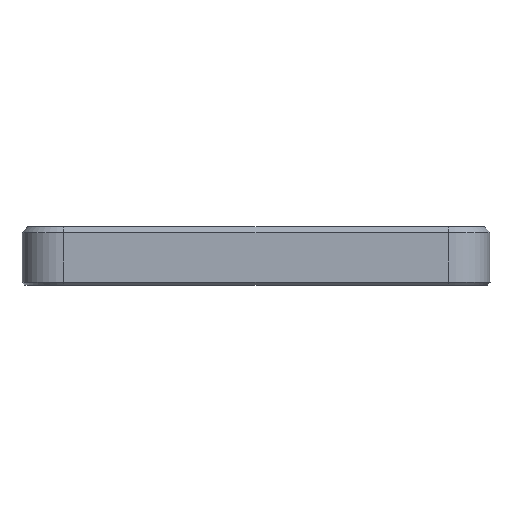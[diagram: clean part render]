
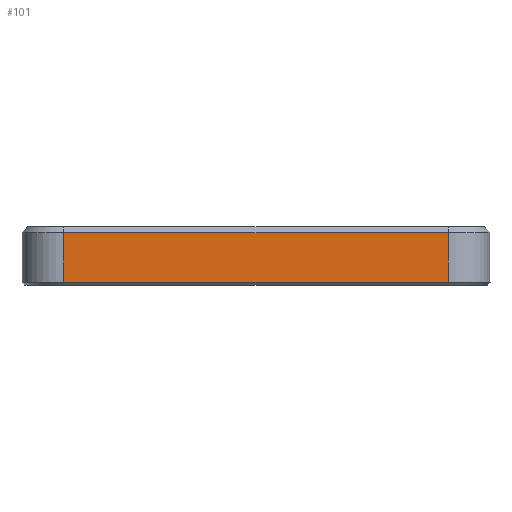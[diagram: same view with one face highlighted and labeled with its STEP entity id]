
A CAD part, front view. The second image highlights one B-rep face of the part: STEP entity #101.
In plain terms, the highlighted planar face has unit normal (0, -1, 0).
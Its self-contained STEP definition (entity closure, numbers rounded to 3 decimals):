
#101=ADVANCED_FACE('',(#296),#3287,.T.);
#296=FACE_OUTER_BOUND('',#505,.T.);
#505=EDGE_LOOP('',(#939,#940,#941,#942));
#939=ORIENTED_EDGE('',*,*,#1912,.T.);
#940=ORIENTED_EDGE('',*,*,#1788,.F.);
#941=ORIENTED_EDGE('',*,*,#1848,.F.);
#942=ORIENTED_EDGE('',*,*,#1793,.F.);
#1788=EDGE_CURVE('',#3015,#3017,#2658,.T.);
#1793=EDGE_CURVE('',#3020,#3019,#2660,.T.);
#1848=EDGE_CURVE('',#3019,#3015,#2697,.T.);
#1912=EDGE_CURVE('',#3020,#3017,#2740,.T.);
#2658=B_SPLINE_CURVE_WITH_KNOTS('',1,(#5433,#5434),.UNSPECIFIED.,.F.,.F.,
(2,2),(0.,8.61),.UNSPECIFIED.);
#2660=B_SPLINE_CURVE_WITH_KNOTS('',1,(#5446,#5447),.UNSPECIFIED.,.F.,.F.,
(2,2),(0.,8.61),.UNSPECIFIED.);
#2697=B_SPLINE_CURVE_WITH_KNOTS('',1,(#5574,#5575),.UNSPECIFIED.,.F.,.F.,
(2,2),(0.,66.6),.UNSPECIFIED.);
#2740=B_SPLINE_CURVE_WITH_KNOTS('',1,(#5717,#5718),.UNSPECIFIED.,.F.,.F.,
(2,2),(0.,66.6),.UNSPECIFIED.);
#3015=VERTEX_POINT('',#4884);
#3017=VERTEX_POINT('',#4886);
#3019=VERTEX_POINT('',#4888);
#3020=VERTEX_POINT('',#4889);
#3287=PLANE('',#3590);
#3590=AXIS2_PLACEMENT_3D('',#4599,#3952,$);
#3952=DIRECTION('',(0.,-1.,0.));
#4599=CARTESIAN_POINT('',(50.962,-173.25,-1.));
#4884=CARTESIAN_POINT('',(117.563,-173.25,7.61));
#4886=CARTESIAN_POINT('',(117.563,-173.25,-1.));
#4888=CARTESIAN_POINT('',(50.962,-173.25,7.61));
#4889=CARTESIAN_POINT('',(50.962,-173.25,-1.));
#5433=CARTESIAN_POINT('',(117.563,-173.25,7.61));
#5434=CARTESIAN_POINT('',(117.563,-173.25,-1.));
#5446=CARTESIAN_POINT('',(50.962,-173.25,-1.));
#5447=CARTESIAN_POINT('',(50.962,-173.25,7.61));
#5574=CARTESIAN_POINT('',(50.962,-173.25,7.61));
#5575=CARTESIAN_POINT('',(117.563,-173.25,7.61));
#5717=CARTESIAN_POINT('',(50.962,-173.25,-1.));
#5718=CARTESIAN_POINT('',(117.563,-173.25,-1.));
